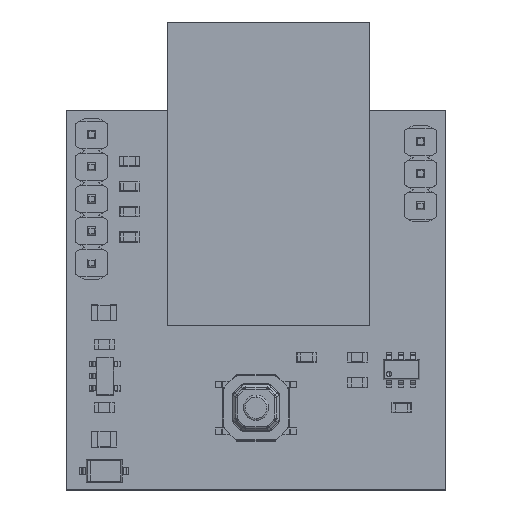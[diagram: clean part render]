
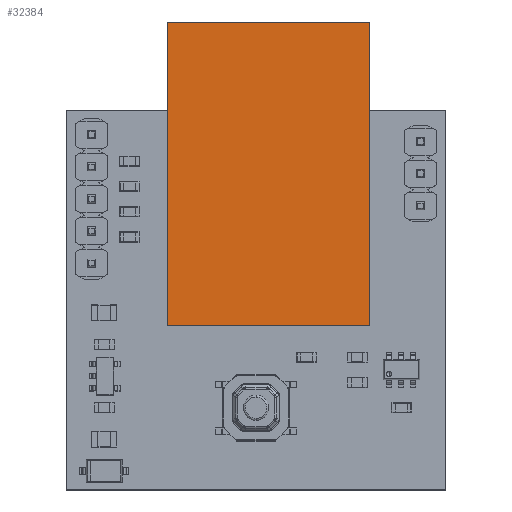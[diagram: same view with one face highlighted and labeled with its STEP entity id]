
A CAD part, top view. The second image highlights one B-rep face of the part: STEP entity #32384.
In plain terms, the highlighted planar face has unit normal (0, 0, 1).
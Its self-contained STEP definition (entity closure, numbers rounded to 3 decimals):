
#32070 = VERTEX_POINT('',#32071);
#32071 = CARTESIAN_POINT('',(-8.,12.,0.79));
#32078 = PLANE('',#32079);
#32079 = AXIS2_PLACEMENT_3D('',#32080,#32081,#32082);
#32080 = CARTESIAN_POINT('',(-8.,12.,0.));
#32081 = DIRECTION('',(0.,1.,0.));
#32082 = DIRECTION('',(1.,0.,0.));
#32090 = PLANE('',#32091);
#32091 = AXIS2_PLACEMENT_3D('',#32092,#32093,#32094);
#32092 = CARTESIAN_POINT('',(-8.,-12.,0.));
#32093 = DIRECTION('',(-1.,0.,0.));
#32094 = DIRECTION('',(0.,1.,0.));
#32102 = EDGE_CURVE('',#32070,#32103,#32105,.T.);
#32103 = VERTEX_POINT('',#32104);
#32104 = CARTESIAN_POINT('',(8.,12.,0.79));
#32105 = SURFACE_CURVE('',#32106,(#32110,#32117),.PCURVE_S1.);
#32106 = LINE('',#32107,#32108);
#32107 = CARTESIAN_POINT('',(-8.,12.,0.79));
#32108 = VECTOR('',#32109,1.);
#32109 = DIRECTION('',(1.,0.,0.));
#32110 = PCURVE('',#32078,#32111);
#32111 = DEFINITIONAL_REPRESENTATION('',(#32112),#32116);
#32112 = LINE('',#32113,#32114);
#32113 = CARTESIAN_POINT('',(0.,-0.79));
#32114 = VECTOR('',#32115,1.);
#32115 = DIRECTION('',(1.,0.));
#32116 = ( GEOMETRIC_REPRESENTATION_CONTEXT(2) 
PARAMETRIC_REPRESENTATION_CONTEXT() REPRESENTATION_CONTEXT('2D SPACE',''
  ) );
#32117 = PCURVE('',#32118,#32123);
#32118 = PLANE('',#32119);
#32119 = AXIS2_PLACEMENT_3D('',#32120,#32121,#32122);
#32120 = CARTESIAN_POINT('',(-8.,12.,0.79));
#32121 = DIRECTION('',(0.,0.,1.));
#32122 = DIRECTION('',(1.,0.,0.));
#32123 = DEFINITIONAL_REPRESENTATION('',(#32124),#32128);
#32124 = LINE('',#32125,#32126);
#32125 = CARTESIAN_POINT('',(0.,0.));
#32126 = VECTOR('',#32127,1.);
#32127 = DIRECTION('',(1.,0.));
#32128 = ( GEOMETRIC_REPRESENTATION_CONTEXT(2) 
PARAMETRIC_REPRESENTATION_CONTEXT() REPRESENTATION_CONTEXT('2D SPACE',''
  ) );
#32146 = PLANE('',#32147);
#32147 = AXIS2_PLACEMENT_3D('',#32148,#32149,#32150);
#32148 = CARTESIAN_POINT('',(8.,12.,0.));
#32149 = DIRECTION('',(1.,0.,0.));
#32150 = DIRECTION('',(0.,-1.,0.));
#32188 = EDGE_CURVE('',#32103,#32189,#32191,.T.);
#32189 = VERTEX_POINT('',#32190);
#32190 = CARTESIAN_POINT('',(8.,-12.,0.79));
#32191 = SURFACE_CURVE('',#32192,(#32196,#32203),.PCURVE_S1.);
#32192 = LINE('',#32193,#32194);
#32193 = CARTESIAN_POINT('',(8.,12.,0.79));
#32194 = VECTOR('',#32195,1.);
#32195 = DIRECTION('',(0.,-1.,0.));
#32196 = PCURVE('',#32146,#32197);
#32197 = DEFINITIONAL_REPRESENTATION('',(#32198),#32202);
#32198 = LINE('',#32199,#32200);
#32199 = CARTESIAN_POINT('',(0.,-0.79));
#32200 = VECTOR('',#32201,1.);
#32201 = DIRECTION('',(1.,0.));
#32202 = ( GEOMETRIC_REPRESENTATION_CONTEXT(2) 
PARAMETRIC_REPRESENTATION_CONTEXT() REPRESENTATION_CONTEXT('2D SPACE',''
  ) );
#32203 = PCURVE('',#32118,#32204);
#32204 = DEFINITIONAL_REPRESENTATION('',(#32205),#32209);
#32205 = LINE('',#32206,#32207);
#32206 = CARTESIAN_POINT('',(16.,0.));
#32207 = VECTOR('',#32208,1.);
#32208 = DIRECTION('',(0.,-1.));
#32209 = ( GEOMETRIC_REPRESENTATION_CONTEXT(2) 
PARAMETRIC_REPRESENTATION_CONTEXT() REPRESENTATION_CONTEXT('2D SPACE',''
  ) );
#32227 = PLANE('',#32228);
#32228 = AXIS2_PLACEMENT_3D('',#32229,#32230,#32231);
#32229 = CARTESIAN_POINT('',(8.,-12.,0.));
#32230 = DIRECTION('',(0.,-1.,0.));
#32231 = DIRECTION('',(-1.,0.,0.));
#32264 = EDGE_CURVE('',#32189,#32265,#32267,.T.);
#32265 = VERTEX_POINT('',#32266);
#32266 = CARTESIAN_POINT('',(-8.,-12.,0.79));
#32267 = SURFACE_CURVE('',#32268,(#32272,#32279),.PCURVE_S1.);
#32268 = LINE('',#32269,#32270);
#32269 = CARTESIAN_POINT('',(8.,-12.,0.79));
#32270 = VECTOR('',#32271,1.);
#32271 = DIRECTION('',(-1.,0.,0.));
#32272 = PCURVE('',#32227,#32273);
#32273 = DEFINITIONAL_REPRESENTATION('',(#32274),#32278);
#32274 = LINE('',#32275,#32276);
#32275 = CARTESIAN_POINT('',(0.,-0.79));
#32276 = VECTOR('',#32277,1.);
#32277 = DIRECTION('',(1.,0.));
#32278 = ( GEOMETRIC_REPRESENTATION_CONTEXT(2) 
PARAMETRIC_REPRESENTATION_CONTEXT() REPRESENTATION_CONTEXT('2D SPACE',''
  ) );
#32279 = PCURVE('',#32118,#32280);
#32280 = DEFINITIONAL_REPRESENTATION('',(#32281),#32285);
#32281 = LINE('',#32282,#32283);
#32282 = CARTESIAN_POINT('',(16.,-24.));
#32283 = VECTOR('',#32284,1.);
#32284 = DIRECTION('',(-1.,0.));
#32285 = ( GEOMETRIC_REPRESENTATION_CONTEXT(2) 
PARAMETRIC_REPRESENTATION_CONTEXT() REPRESENTATION_CONTEXT('2D SPACE',''
  ) );
#32335 = EDGE_CURVE('',#32265,#32070,#32336,.T.);
#32336 = SURFACE_CURVE('',#32337,(#32341,#32348),.PCURVE_S1.);
#32337 = LINE('',#32338,#32339);
#32338 = CARTESIAN_POINT('',(-8.,-12.,0.79));
#32339 = VECTOR('',#32340,1.);
#32340 = DIRECTION('',(0.,1.,0.));
#32341 = PCURVE('',#32090,#32342);
#32342 = DEFINITIONAL_REPRESENTATION('',(#32343),#32347);
#32343 = LINE('',#32344,#32345);
#32344 = CARTESIAN_POINT('',(0.,-0.79));
#32345 = VECTOR('',#32346,1.);
#32346 = DIRECTION('',(1.,0.));
#32347 = ( GEOMETRIC_REPRESENTATION_CONTEXT(2) 
PARAMETRIC_REPRESENTATION_CONTEXT() REPRESENTATION_CONTEXT('2D SPACE',''
  ) );
#32348 = PCURVE('',#32118,#32349);
#32349 = DEFINITIONAL_REPRESENTATION('',(#32350),#32354);
#32350 = LINE('',#32351,#32352);
#32351 = CARTESIAN_POINT('',(0.,-24.));
#32352 = VECTOR('',#32353,1.);
#32353 = DIRECTION('',(0.,1.));
#32354 = ( GEOMETRIC_REPRESENTATION_CONTEXT(2) 
PARAMETRIC_REPRESENTATION_CONTEXT() REPRESENTATION_CONTEXT('2D SPACE',''
  ) );
#32384 = ADVANCED_FACE('',(#32385),#32118,.T.);
#32385 = FACE_BOUND('',#32386,.F.);
#32386 = EDGE_LOOP('',(#32387,#32388,#32389,#32390));
#32387 = ORIENTED_EDGE('',*,*,#32102,.T.);
#32388 = ORIENTED_EDGE('',*,*,#32188,.T.);
#32389 = ORIENTED_EDGE('',*,*,#32264,.T.);
#32390 = ORIENTED_EDGE('',*,*,#32335,.T.);
